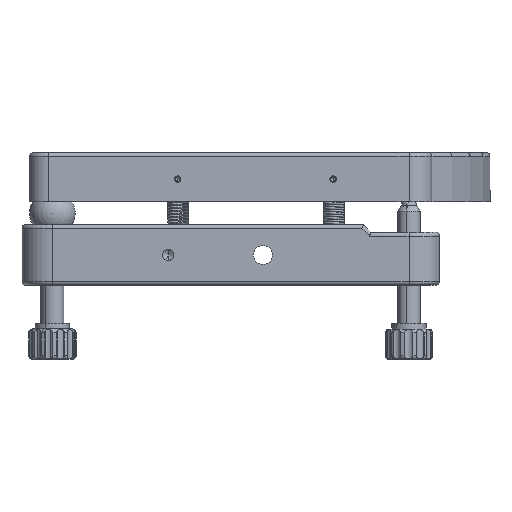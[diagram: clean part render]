
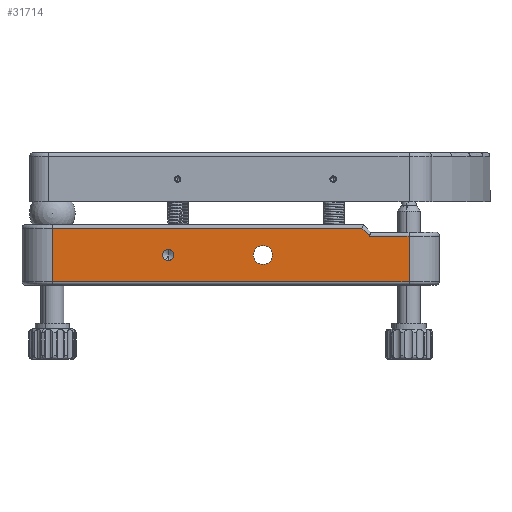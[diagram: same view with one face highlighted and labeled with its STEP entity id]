
A CAD part, left-side view. The second image highlights one B-rep face of the part: STEP entity #31714.
In plain terms, the highlighted planar face has unit normal (-1, 0, 0).
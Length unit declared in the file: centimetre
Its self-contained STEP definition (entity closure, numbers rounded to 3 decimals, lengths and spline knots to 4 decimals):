
#690 = EDGE_CURVE ( 'NONE', #31871, #8786, #10999, .T. ) ;
#1364 = ORIENTED_EDGE ( 'NONE', *, *, #4523, .T. ) ;
#1375 = FACE_OUTER_BOUND ( 'NONE', #36077, .T. ) ;
#1492 = DIRECTION ( 'NONE',  ( 1., 0., 0. ) ) ;
#1528 = ORIENTED_EDGE ( 'NONE', *, *, #30659, .T. ) ;
#2173 = VERTEX_POINT ( 'NONE', #10983 ) ;
#2217 = VECTOR ( 'NONE', #14368, 100. ) ;
#3294 = CARTESIAN_POINT ( 'NONE',  ( -0.8, -3.05, -1.4 ) ) ;
#3896 = EDGE_CURVE ( 'NONE', #25716, #8044, #16366, .T. ) ;
#4523 = EDGE_CURVE ( 'NONE', #32955, #2173, #30069, .T. ) ;
#4535 = DIRECTION ( 'NONE',  ( 0., 0., 1. ) ) ;
#4988 = PLANE ( 'NONE',  #16784 ) ;
#5558 = DIRECTION ( 'NONE',  ( 0., 0., 1. ) ) ;
#5591 = DIRECTION ( 'NONE',  ( 0., 0.707, 0.707 ) ) ;
#5695 = CARTESIAN_POINT ( 'NONE',  ( -0.8, -9.4, -0.7 ) ) ;
#6381 = VERTEX_POINT ( 'NONE', #24964 ) ;
#6741 = VERTEX_POINT ( 'NONE', #32877 ) ;
#6911 = CARTESIAN_POINT ( 'NONE',  ( -0.8, 0., -2.2 ) ) ;
#7286 = VERTEX_POINT ( 'NONE', #17778 ) ;
#7789 = DIRECTION ( 'NONE',  ( 0., -1., 0. ) ) ;
#8044 = VERTEX_POINT ( 'NONE', #21071 ) ;
#8695 = EDGE_CURVE ( 'NONE', #8786, #31871, #15767, .T. ) ;
#8786 = VERTEX_POINT ( 'NONE', #31996 ) ;
#9069 = CARTESIAN_POINT ( 'NONE',  ( -0.8, -9.4, -2.2 ) ) ;
#9124 = FACE_BOUND ( 'NONE', #32132, .T. ) ;
#9639 = EDGE_CURVE ( 'NONE', #6381, #7286, #16165, .T. ) ;
#9996 = LINE ( 'NONE', #34128, #21809 ) ;
#10983 = CARTESIAN_POINT ( 'NONE',  ( -0.8, -9.4, -2.1 ) ) ;
#10999 = CIRCLE ( 'NONE', #17429, 0.15 ) ;
#11736 = DIRECTION ( 'NONE',  ( -1., 0., 0. ) ) ;
#12284 = CARTESIAN_POINT ( 'NONE',  ( -0.8, 0., -0.7 ) ) ;
#12466 = ORIENTED_EDGE ( 'NONE', *, *, #3896, .T. ) ;
#13826 = ORIENTED_EDGE ( 'NONE', *, *, #690, .F. ) ;
#13856 = DIRECTION ( 'NONE',  ( 0., 1., 0. ) ) ;
#14086 = DIRECTION ( 'NONE',  ( 1., 0., 0. ) ) ;
#14368 = DIRECTION ( 'NONE',  ( 0., 1., 0. ) ) ;
#14700 = CARTESIAN_POINT ( 'NONE',  ( -0.8, -3.05, -1.4 ) ) ;
#15076 = DIRECTION ( 'NONE',  ( 0., 0., 1. ) ) ;
#15099 = LINE ( 'NONE', #9069, #20119 ) ;
#15606 = DIRECTION ( 'NONE',  ( 0., 0., 1. ) ) ;
#15767 = CIRCLE ( 'NONE', #29269, 0.15 ) ;
#16165 = CIRCLE ( 'NONE', #34165, 0.25 ) ;
#16335 = DIRECTION ( 'NONE',  ( 1., 0., 0. ) ) ;
#16366 = LINE ( 'NONE', #20130, #21381 ) ;
#16497 = AXIS2_PLACEMENT_3D ( 'NONE', #36540, #1492, #4535 ) ;
#16784 = AXIS2_PLACEMENT_3D ( 'NONE', #36868, #16335, #7789 ) ;
#16828 = ORIENTED_EDGE ( 'NONE', *, *, #26462, .F. ) ;
#17429 = AXIS2_PLACEMENT_3D ( 'NONE', #14700, #11736, #23229 ) ;
#17778 = CARTESIAN_POINT ( 'NONE',  ( -0.8, -5.55, -1.15 ) ) ;
#18693 = LINE ( 'NONE', #5695, #2217 ) ;
#19017 = CARTESIAN_POINT ( 'NONE',  ( -0.8, 0., -2.1 ) ) ;
#20119 = VECTOR ( 'NONE', #15076, 100. ) ;
#20130 = CARTESIAN_POINT ( 'NONE',  ( -0.8, -8.1293, -0.6707 ) ) ;
#20236 = VERTEX_POINT ( 'NONE', #12284 ) ;
#20801 = CARTESIAN_POINT ( 'NONE',  ( -0.8, -8.3586, -0.9 ) ) ;
#21071 = CARTESIAN_POINT ( 'NONE',  ( -0.8, -8.1586, -0.7 ) ) ;
#21170 = CARTESIAN_POINT ( 'NONE',  ( -0.8, -3.05, -1.55 ) ) ;
#21381 = VECTOR ( 'NONE', #5591, 100. ) ;
#21809 = VECTOR ( 'NONE', #13856, 100. ) ;
#22021 = ORIENTED_EDGE ( 'NONE', *, *, #33824, .T. ) ;
#22356 = EDGE_CURVE ( 'NONE', #7286, #6381, #25599, .T. ) ;
#23229 = DIRECTION ( 'NONE',  ( 0., 0., -1. ) ) ;
#23672 = DIRECTION ( 'NONE',  ( 0., 0., -1. ) ) ;
#24964 = CARTESIAN_POINT ( 'NONE',  ( -0.8, -5.55, -1.65 ) ) ;
#25599 = CIRCLE ( 'NONE', #16497, 0.25 ) ;
#25716 = VERTEX_POINT ( 'NONE', #20801 ) ;
#26462 = EDGE_CURVE ( 'NONE', #32955, #20236, #29844, .T. ) ;
#28224 = VECTOR ( 'NONE', #33321, 100. ) ;
#28303 = FACE_BOUND ( 'NONE', #35692, .T. ) ;
#28514 = CARTESIAN_POINT ( 'NONE',  ( -0.8, -5.55, -1.4 ) ) ;
#29028 = ORIENTED_EDGE ( 'NONE', *, *, #22356, .T. ) ;
#29269 = AXIS2_PLACEMENT_3D ( 'NONE', #3294, #32243, #23672 ) ;
#29824 = ORIENTED_EDGE ( 'NONE', *, *, #9639, .T. ) ;
#29844 = LINE ( 'NONE', #6911, #32590 ) ;
#30069 = LINE ( 'NONE', #30650, #28224 ) ;
#30650 = CARTESIAN_POINT ( 'NONE',  ( -0.8, -9.4, -2.1 ) ) ;
#30659 = EDGE_CURVE ( 'NONE', #2173, #6741, #15099, .T. ) ;
#31714 = ADVANCED_FACE ( 'NONE', ( #28303, #9124, #1375 ), #4988, .F. ) ;
#31871 = VERTEX_POINT ( 'NONE', #21170 ) ;
#31996 = CARTESIAN_POINT ( 'NONE',  ( -0.8, -3.05, -1.25 ) ) ;
#32132 = EDGE_LOOP ( 'NONE', ( #29028, #29824 ) ) ;
#32243 = DIRECTION ( 'NONE',  ( -1., 0., 0. ) ) ;
#32590 = VECTOR ( 'NONE', #15606, 100. ) ;
#32837 = ORIENTED_EDGE ( 'NONE', *, *, #8695, .F. ) ;
#32877 = CARTESIAN_POINT ( 'NONE',  ( -0.8, -9.4, -0.9 ) ) ;
#32955 = VERTEX_POINT ( 'NONE', #19017 ) ;
#33321 = DIRECTION ( 'NONE',  ( 0., -1., 0. ) ) ;
#33614 = EDGE_CURVE ( 'NONE', #6741, #25716, #9996, .T. ) ;
#33824 = EDGE_CURVE ( 'NONE', #8044, #20236, #18693, .T. ) ;
#34128 = CARTESIAN_POINT ( 'NONE',  ( -0.8, -8.4, -0.9 ) ) ;
#34165 = AXIS2_PLACEMENT_3D ( 'NONE', #28514, #14086, #5558 ) ;
#35692 = EDGE_LOOP ( 'NONE', ( #13826, #32837 ) ) ;
#36077 = EDGE_LOOP ( 'NONE', ( #16828, #1364, #1528, #36701, #12466, #22021 ) ) ;
#36540 = CARTESIAN_POINT ( 'NONE',  ( -0.8, -5.55, -1.4 ) ) ;
#36701 = ORIENTED_EDGE ( 'NONE', *, *, #33614, .T. ) ;
#36868 = CARTESIAN_POINT ( 'NONE',  ( -0.8, -9.4, -2.2 ) ) ;
